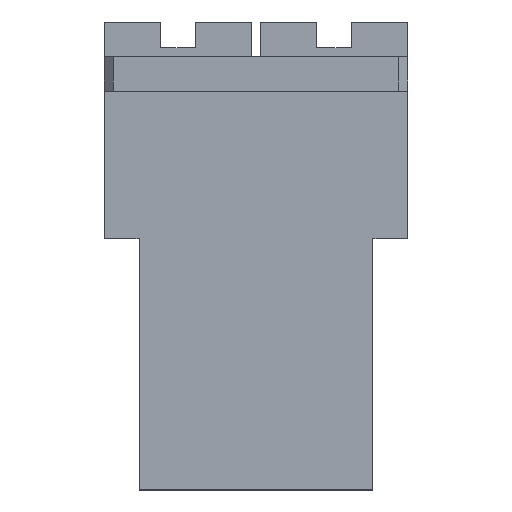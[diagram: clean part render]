
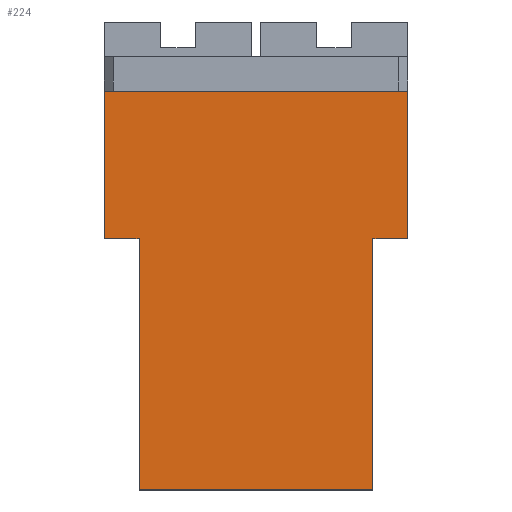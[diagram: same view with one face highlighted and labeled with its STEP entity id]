
A CAD part, top view. The second image highlights one B-rep face of the part: STEP entity #224.
In plain terms, the highlighted planar face has unit normal (0, 0, 1).
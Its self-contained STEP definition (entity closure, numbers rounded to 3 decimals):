
#224 = ADVANCED_FACE( '', ( #467 ), #468, .T. );
#467 = FACE_OUTER_BOUND( '', #863, .T. );
#468 = PLANE( '', #864 );
#863 = EDGE_LOOP( '', ( #1569, #1570, #1571, #1572, #1573, #1574, #1575, #1576 ) );
#864 = AXIS2_PLACEMENT_3D( '', #1577, #1578, #1579 );
#1569 = ORIENTED_EDGE( '', *, *, #2778, .T. );
#1570 = ORIENTED_EDGE( '', *, *, #2819, .T. );
#1571 = ORIENTED_EDGE( '', *, *, #2820, .T. );
#1572 = ORIENTED_EDGE( '', *, *, #2821, .T. );
#1573 = ORIENTED_EDGE( '', *, *, #2822, .F. );
#1574 = ORIENTED_EDGE( '', *, *, #2823, .T. );
#1575 = ORIENTED_EDGE( '', *, *, #2824, .T. );
#1576 = ORIENTED_EDGE( '', *, *, #2825, .F. );
#1577 = CARTESIAN_POINT( '', ( 17.5, 50., 8. ) );
#1578 = DIRECTION( '', ( 0., 0., 1. ) );
#1579 = DIRECTION( '', ( 0., 1., 0. ) );
#2778 = EDGE_CURVE( '', #3362, #3360, #3363, .T. );
#2819 = EDGE_CURVE( '', #3360, #3412, #3413, .T. );
#2820 = EDGE_CURVE( '', #3412, #3414, #3415, .T. );
#2821 = EDGE_CURVE( '', #3414, #3416, #3417, .T. );
#2822 = EDGE_CURVE( '', #3418, #3416, #3419, .T. );
#2823 = EDGE_CURVE( '', #3418, #3420, #3421, .T. );
#2824 = EDGE_CURVE( '', #3420, #3422, #3423, .T. );
#2825 = EDGE_CURVE( '', #3362, #3422, #3424, .T. );
#3360 = VERTEX_POINT( '', #4219 );
#3362 = VERTEX_POINT( '', #4222 );
#3363 = LINE( '', #4223, #4224 );
#3412 = VERTEX_POINT( '', #4313 );
#3413 = LINE( '', #4314, #4315 );
#3414 = VERTEX_POINT( '', #4316 );
#3415 = LINE( '', #4317, #4318 );
#3416 = VERTEX_POINT( '', #4319 );
#3417 = LINE( '', #4320, #4321 );
#3418 = VERTEX_POINT( '', #4322 );
#3419 = LINE( '', #4323, #4324 );
#3420 = VERTEX_POINT( '', #4325 );
#3421 = LINE( '', #4326, #4327 );
#3422 = VERTEX_POINT( '', #4328 );
#3423 = LINE( '', #4329, #4330 );
#3424 = LINE( '', #4331, #4332 );
#4219 = CARTESIAN_POINT( '', ( -17.5, 46., 8. ) );
#4222 = CARTESIAN_POINT( '', ( 17.5, 46., 8. ) );
#4223 = CARTESIAN_POINT( '', ( 8.75, 46., 8. ) );
#4224 = VECTOR( '', #5170, 1. );
#4313 = CARTESIAN_POINT( '', ( -17.5, 29., 8. ) );
#4314 = CARTESIAN_POINT( '', ( -17.5, 50., 8. ) );
#4315 = VECTOR( '', #5211, 1. );
#4316 = CARTESIAN_POINT( '', ( -13.5, 29., 8. ) );
#4317 = CARTESIAN_POINT( '', ( 2., 29., 8. ) );
#4318 = VECTOR( '', #5212, 1. );
#4319 = CARTESIAN_POINT( '', ( -13.5, 0., 8. ) );
#4320 = CARTESIAN_POINT( '', ( -13.5, 25., 8. ) );
#4321 = VECTOR( '', #5213, 1. );
#4322 = CARTESIAN_POINT( '', ( 13.5, 0., 8. ) );
#4323 = CARTESIAN_POINT( '', ( 17.5, 0., 8. ) );
#4324 = VECTOR( '', #5214, 1. );
#4325 = CARTESIAN_POINT( '', ( 13.5, 29., 8. ) );
#4326 = CARTESIAN_POINT( '', ( 13.5, 39.5, 8. ) );
#4327 = VECTOR( '', #5215, 1. );
#4328 = CARTESIAN_POINT( '', ( 17.5, 29., 8. ) );
#4329 = CARTESIAN_POINT( '', ( 18.75, 29., 8. ) );
#4330 = VECTOR( '', #5216, 1. );
#4331 = CARTESIAN_POINT( '', ( 17.5, 50., 8. ) );
#4332 = VECTOR( '', #5217, 1. );
#5170 = DIRECTION( '', ( -1., 0., 0. ) );
#5211 = DIRECTION( '', ( 0., -1., 0. ) );
#5212 = DIRECTION( '', ( 1., 0., 0. ) );
#5213 = DIRECTION( '', ( 0., -1., 0. ) );
#5214 = DIRECTION( '', ( -1., 0., 0. ) );
#5215 = DIRECTION( '', ( 0., 1., 0. ) );
#5216 = DIRECTION( '', ( 1., 0., 0. ) );
#5217 = DIRECTION( '', ( 0., -1., 0. ) );
